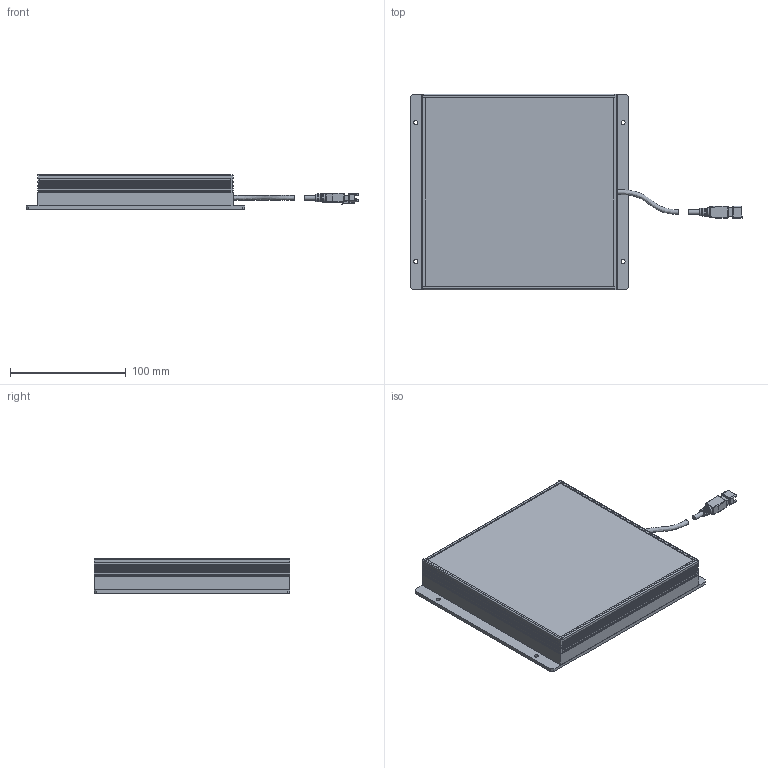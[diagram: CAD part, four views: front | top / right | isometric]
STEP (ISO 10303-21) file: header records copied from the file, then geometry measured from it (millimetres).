
FILE_DESCRIPTION(('STEP AP214'),'1');
FILE_NAME('LVP-XBG160160W.stp','2024-09-13T09:08:07',(' '),(' '),'Spatial InterOp 3D',' ',' ');
FILE_SCHEMA(('AUTOMOTIVE_DESIGN { 1 0 10303 214 1 1 1 1 }'));
Length unit declared in the file: metre
Products named in the file (3): LVP-XBG160160W; Component1; Component2
Assembly tree (2 placements, depth 2):
  LVP-XBG160160W
    Component1
    Component2
Bounding box: 286.75 x 169 x 30 mm (x, y, z)
Volume: 209966.8 mm3; surface area: 161413.3 mm2
Topology: 2 solids, 5 shells, 431 faces, 1148 edges, 741 vertices
Faces by surface type: plane 276, cylinder 139, bspline 5, sphere 4, torus 4, cone 3
Full cylindrical faces by diameter (mm): 1.6 x2, 3.5 x4, 3.9 x1
Entity records: 19311 total; most frequent: CARTESIAN_POINT 3017, ORIENTED_EDGE 2248, DIRECTION 2241, EDGE_CURVE 1124, STYLED_ITEM 825, PRESENTATION_STYLE_ASSIGNMENT 825, COLOUR_RGB 825, LINE 809
